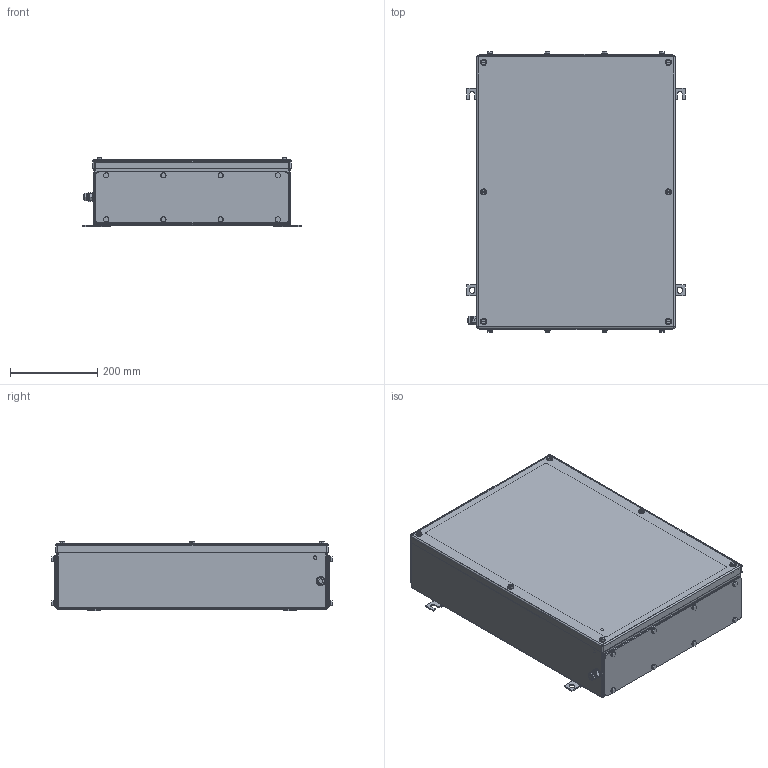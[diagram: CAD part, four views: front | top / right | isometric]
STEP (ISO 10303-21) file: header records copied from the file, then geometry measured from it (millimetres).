
FILE_DESCRIPTION(('CATIA V5 STEP Exchange','CAx-IF Rec.Pracs.--- Model Styling and Organization---1.4--- 2014-01-23'),'2;1');
FILE_NAME ('008681-4_2_1196420000_1196420000.stp','2019-09-25T08:34:11+00:00',('none'),('Weidmueller'),'CATIA Version 5-6 Release 2016 SP3 HF44','CATIA V5 STEP AP214','none');
FILE_SCHEMA(('AUTOMOTIVE_DESIGN { 1 0 10303 214 1 1 1 1 }'));
Length unit declared in the file: millimetre
Products named in the file (1): Product6_AllCATPart
Bounding box: 501 x 642 x 158.5 mm (x, y, z)
Volume: 1927915.5 mm3; surface area: 2223593.2 mm2
Topology: 82 solids, 82 shells, 1748 faces, 4004 edges, 2476 vertices
Faces by surface type: cylinder 722, plane 612, cone 356, torus 42, sphere 16
Entity records: 46193 total; most frequent: CARTESIAN_POINT 9426, ORIENTED_EDGE 7864, DIRECTION 6119, EDGE_CURVE 3932, AXIS2_PLACEMENT_3D 2942, VERTEX_POINT 2476, EDGE_LOOP 2048, VECTOR 1950
